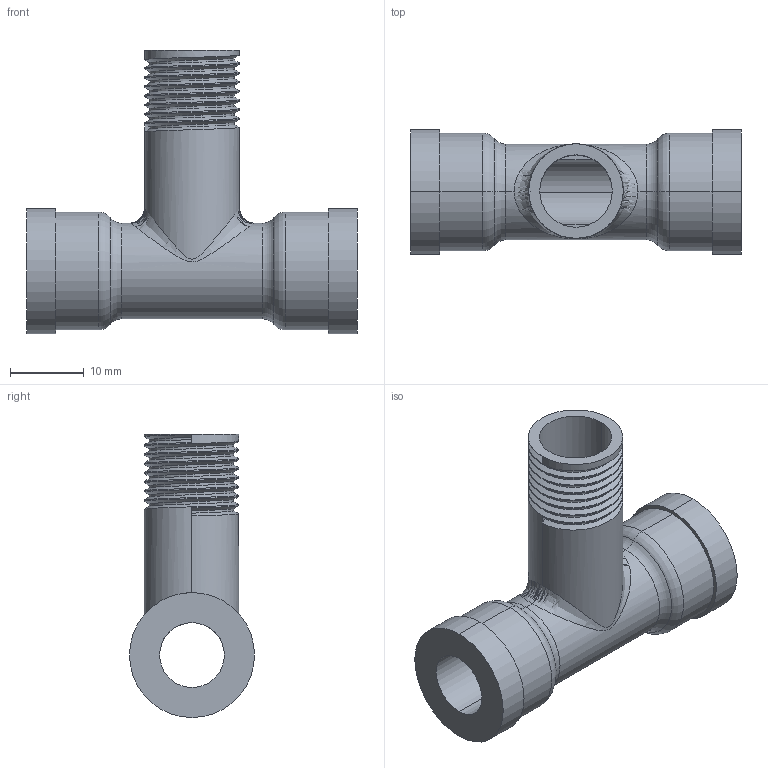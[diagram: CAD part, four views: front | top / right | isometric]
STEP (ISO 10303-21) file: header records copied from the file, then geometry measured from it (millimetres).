
FILE_DESCRIPTION (( 'STEP AP203' ), '1' );
FILE_NAME ('SE_01_1_0009.STEP', '2020-10-21T10:12:30', ( '' ), ( '' ), 'SwSTEP 2.0', 'SolidWorks 2017', '' );
FILE_SCHEMA (( 'CONFIG_CONTROL_DESIGN' ));
Length unit declared in the file: millimetre
Products named in the file (1): SE_01_1_0009
Bounding box: 45 x 17 x 38.5 mm (x, y, z)
Volume: 6014 mm3; surface area: 5640.9 mm2
Topology: 1 solids, 1 shells, 53 faces, 134 edges, 82 vertices
Faces by surface type: cylinder 32, plane 9, torus 8, bspline 4
Entity records: 3407 total; most frequent: CARTESIAN_POINT 2168, ORIENTED_EDGE 264, DIRECTION 228, EDGE_CURVE 132, AXIS2_PLACEMENT_3D 92, VERTEX_POINT 82, EDGE_LOOP 58, FACE_OUTER_BOUND 53
